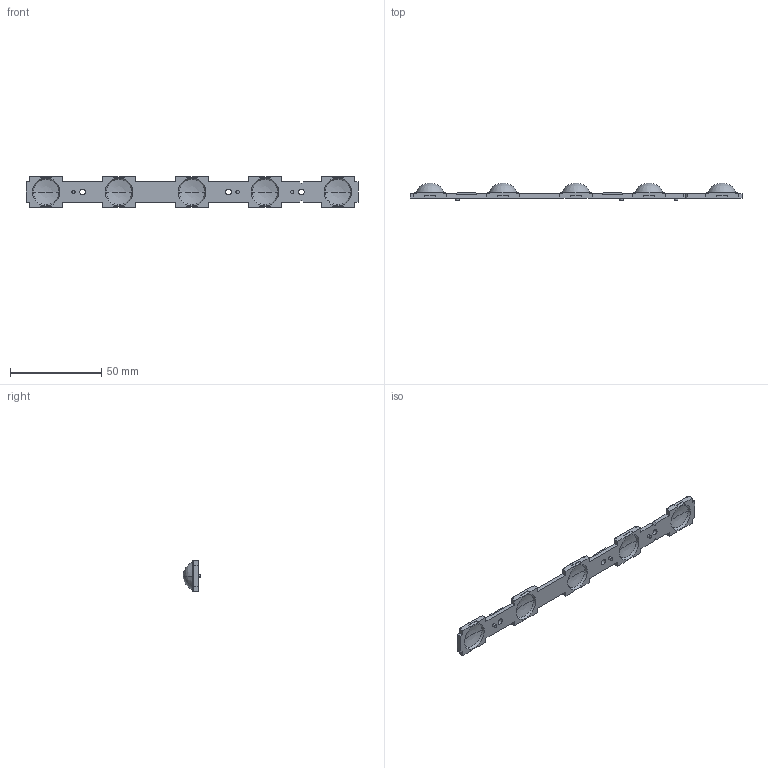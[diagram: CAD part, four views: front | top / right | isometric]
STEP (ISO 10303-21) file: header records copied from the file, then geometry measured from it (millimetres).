
FILE_DESCRIPTION((''),'2;1');
FILE_NAME('8080_1','2022-09-20T10:28:21',('Administrator'),(''),'CREO PARAMETRIC BY PTC INC, 2018020','CREO PARAMETRIC BY PTC INC, 2018020','');
FILE_SCHEMA(('CONFIG_CONTROL_DESIGN'));
Length unit declared in the file: millimetre
Products named in the file (1): 8080_1
Bounding box: 182 x 9.49 x 16.84 mm (x, y, z)
Volume: 8309.6 mm3; surface area: 7048.4 mm2
Topology: 1 solids, 1 shells, 310 faces, 890 edges, 580 vertices
Faces by surface type: plane 248, cylinder 32, revolution 20, cone 10
Entity records: 10158 total; most frequent: CARTESIAN_POINT 2168, ORIENTED_EDGE 1740, DIRECTION 1460, EDGE_CURVE 870, VECTOR 752, LINE 752, VERTEX_POINT 580, AXIS2_PLACEMENT_3D 344
